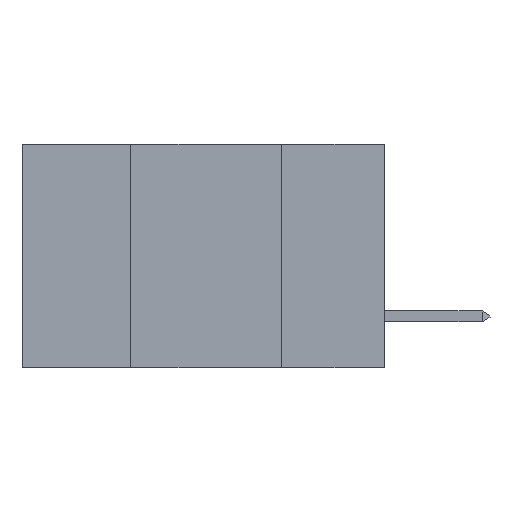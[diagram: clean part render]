
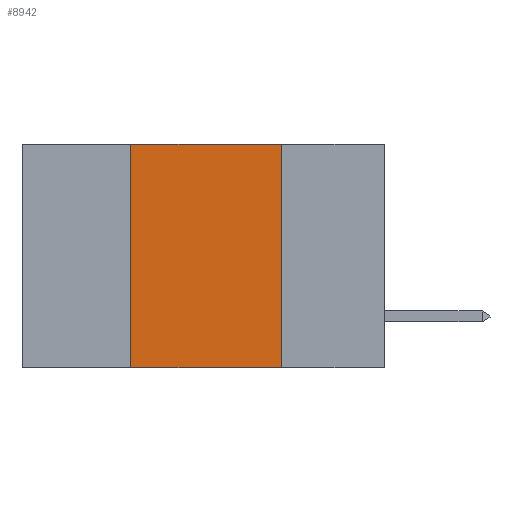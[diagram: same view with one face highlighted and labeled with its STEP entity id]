
A CAD part, left-side view. The second image highlights one B-rep face of the part: STEP entity #8942.
In plain terms, the highlighted planar face has unit normal (-1, 0, 0).
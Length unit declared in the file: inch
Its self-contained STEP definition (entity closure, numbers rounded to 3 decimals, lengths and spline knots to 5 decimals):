
#569 = ORIENTED_EDGE ( 'NONE', *, *, #739, .F. ) ;
#739 = EDGE_CURVE ( 'NONE', #27296, #12294, #9507, .T. ) ;
#1321 = DIRECTION ( 'NONE',  ( 0., 0., 1. ) ) ;
#1849 = VECTOR ( 'NONE', #18151, 39.37008 ) ;
#3528 = CARTESIAN_POINT ( 'NONE',  ( 0., 0.42, 0. ) ) ;
#7835 = EDGE_LOOP ( 'NONE', ( #13940, #569, #14799, #22816 ) ) ;
#7866 = VECTOR ( 'NONE', #33713, 39.37008 ) ;
#8868 = LINE ( 'NONE', #15135, #1849 ) ;
#8942 = ADVANCED_FACE ( 'NONE', ( #11175 ), #23998, .F. ) ;
#9040 = VERTEX_POINT ( 'NONE', #16772 ) ;
#9288 = CARTESIAN_POINT ( 'NONE',  ( 0., 0.42, 0. ) ) ;
#9507 = LINE ( 'NONE', #31947, #7866 ) ;
#9883 = LINE ( 'NONE', #33516, #28892 ) ;
#11175 = FACE_OUTER_BOUND ( 'NONE', #7835, .T. ) ;
#11457 = AXIS2_PLACEMENT_3D ( 'NONE', #13758, #31890, #16335 ) ;
#12294 = VERTEX_POINT ( 'NONE', #17504 ) ;
#12746 = EDGE_CURVE ( 'NONE', #9040, #27296, #17503, .T. ) ;
#13758 = CARTESIAN_POINT ( 'NONE',  ( 0., 0.6, 0. ) ) ;
#13940 = ORIENTED_EDGE ( 'NONE', *, *, #26998, .F. ) ;
#14799 = ORIENTED_EDGE ( 'NONE', *, *, #12746, .F. ) ;
#15135 = CARTESIAN_POINT ( 'NONE',  ( 0., 0.6, -0.37 ) ) ;
#15313 = EDGE_CURVE ( 'NONE', #9040, #29501, #8868, .T. ) ;
#16335 = DIRECTION ( 'NONE',  ( 0., 0., -1. ) ) ;
#16772 = CARTESIAN_POINT ( 'NONE',  ( 0., 0.42, -0.37 ) ) ;
#17503 = LINE ( 'NONE', #9288, #30505 ) ;
#17504 = CARTESIAN_POINT ( 'NONE',  ( 0., 0.17, 0. ) ) ;
#18151 = DIRECTION ( 'NONE',  ( 0., -1., 0. ) ) ;
#22816 = ORIENTED_EDGE ( 'NONE', *, *, #15313, .T. ) ;
#23998 = PLANE ( 'NONE',  #11457 ) ;
#26998 = EDGE_CURVE ( 'NONE', #12294, #29501, #9883, .T. ) ;
#27296 = VERTEX_POINT ( 'NONE', #3528 ) ;
#28390 = DIRECTION ( 'NONE',  ( 0., 0., -1. ) ) ;
#28892 = VECTOR ( 'NONE', #28390, 39.37008 ) ;
#29501 = VERTEX_POINT ( 'NONE', #32305 ) ;
#30505 = VECTOR ( 'NONE', #1321, 39.37008 ) ;
#31890 = DIRECTION ( 'NONE',  ( 1., 0., 0. ) ) ;
#31947 = CARTESIAN_POINT ( 'NONE',  ( 0., 0.6, 0. ) ) ;
#32305 = CARTESIAN_POINT ( 'NONE',  ( 0., 0.17, -0.37 ) ) ;
#33516 = CARTESIAN_POINT ( 'NONE',  ( 0., 0.17, 0. ) ) ;
#33713 = DIRECTION ( 'NONE',  ( 0., -1., 0. ) ) ;
